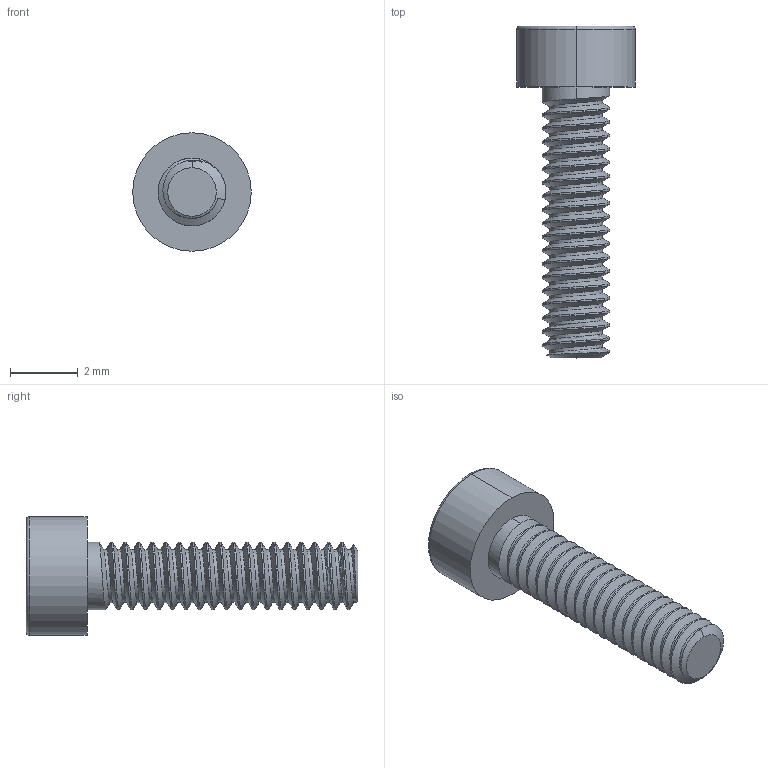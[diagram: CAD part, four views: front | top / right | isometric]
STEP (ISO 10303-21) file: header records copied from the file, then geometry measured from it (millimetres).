
FILE_DESCRIPTION (( 'STEP AP214' ), '1' );
FILE_NAME ('M2 x 8 CAP HEAD SOCKET SCREW.STEP', '2023-01-05T20:45:31', ( '' ), ( '' ), 'SwSTEP 2.0', 'SolidWorks 2022', '' );
FILE_SCHEMA (( 'AUTOMOTIVE_DESIGN' ));
Length unit declared in the file: millimetre
Products named in the file (1): M2 x 8 CAP HEAD SOCKET SCREW
Bounding box: 3.5 x 9.8 x 3.5 mm (x, y, z)
Volume: 34.2 mm3; surface area: 115.1 mm2
Topology: 1 solids, 1 shells, 66 faces, 179 edges, 115 vertices
Faces by surface type: cylinder 41, plane 16, cone 4, bspline 3, torus 2
Entity records: 4433 total; most frequent: CARTESIAN_POINT 2994, ORIENTED_EDGE 354, DIRECTION 240, EDGE_CURVE 177, VERTEX_POINT 115, AXIS2_PLACEMENT_3D 85, LINE 70, VECTOR 70
